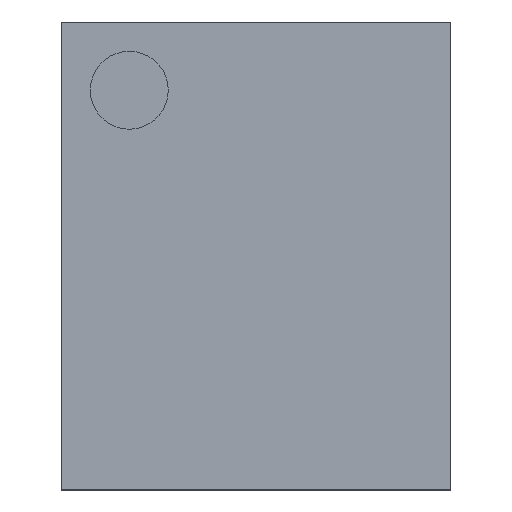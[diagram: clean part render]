
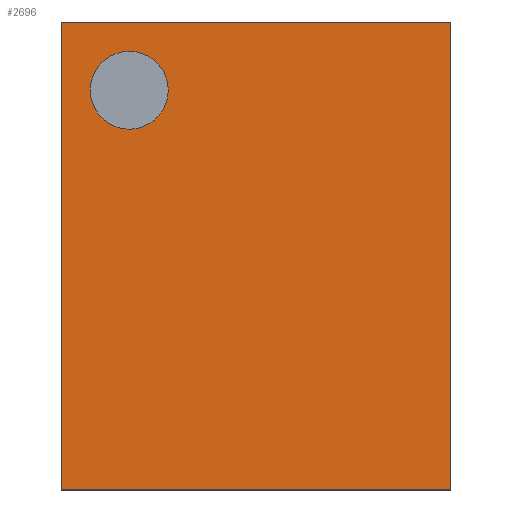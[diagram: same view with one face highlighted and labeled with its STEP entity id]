
A CAD part, top view. The second image highlights one B-rep face of the part: STEP entity #2696.
In plain terms, the highlighted planar face has unit normal (0, 0, 1).
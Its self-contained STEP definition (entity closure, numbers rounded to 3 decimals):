
#37 = AXIS2_PLACEMENT_3D ( 'NONE', #1871, #2551, #177 ) ;
#67 = VERTEX_POINT ( 'NONE', #542 ) ;
#119 = FACE_OUTER_BOUND ( 'NONE', #2177, .T. ) ;
#177 = DIRECTION ( 'NONE',  ( 1., 0., 0. ) ) ;
#188 = VERTEX_POINT ( 'NONE', #870 ) ;
#290 = CARTESIAN_POINT ( 'NONE',  ( 0., 1.2, 0.4 ) ) ;
#393 = CARTESIAN_POINT ( 'NONE',  ( -1., 0., 0.4 ) ) ;
#423 = CARTESIAN_POINT ( 'NONE',  ( 0., 0., 0.4 ) ) ;
#517 = CARTESIAN_POINT ( 'NONE',  ( 1., -1.2, 0.4 ) ) ;
#532 = VERTEX_POINT ( 'NONE', #815 ) ;
#542 = CARTESIAN_POINT ( 'NONE',  ( -0.45, 0.85, 0.4 ) ) ;
#590 = CARTESIAN_POINT ( 'NONE',  ( 1., 0., 0.4 ) ) ;
#641 = ORIENTED_EDGE ( 'NONE', *, *, #1015, .T. ) ;
#663 = ORIENTED_EDGE ( 'NONE', *, *, #766, .T. ) ;
#766 = EDGE_CURVE ( 'NONE', #2841, #1338, #2755, .T. ) ;
#776 = PLANE ( 'NONE',  #2408 ) ;
#794 = AXIS2_PLACEMENT_3D ( 'NONE', #1806, #2304, #2062 ) ;
#815 = CARTESIAN_POINT ( 'NONE',  ( -1., 1.2, 0.4 ) ) ;
#870 = CARTESIAN_POINT ( 'NONE',  ( -0.85, 0.85, 0.4 ) ) ;
#887 = ORIENTED_EDGE ( 'NONE', *, *, #1681, .T. ) ;
#925 = LINE ( 'NONE', #1425, #2303 ) ;
#994 = CIRCLE ( 'NONE', #37, 0.2 ) ;
#1015 = EDGE_CURVE ( 'NONE', #1476, #2841, #925, .T. ) ;
#1338 = VERTEX_POINT ( 'NONE', #2795 ) ;
#1425 = CARTESIAN_POINT ( 'NONE',  ( 0., -1.2, 0.4 ) ) ;
#1473 = DIRECTION ( 'NONE',  ( 0., -1., 0. ) ) ;
#1475 = DIRECTION ( 'NONE',  ( -1., 0., 0. ) ) ;
#1476 = VERTEX_POINT ( 'NONE', #2029 ) ;
#1518 = EDGE_CURVE ( 'NONE', #67, #188, #1911, .T. ) ;
#1602 = ORIENTED_EDGE ( 'NONE', *, *, #1518, .T. ) ;
#1666 = DIRECTION ( 'NONE',  ( 1., 0., 0. ) ) ;
#1681 = EDGE_CURVE ( 'NONE', #1338, #532, #1688, .T. ) ;
#1688 = LINE ( 'NONE', #290, #2064 ) ;
#1777 = VECTOR ( 'NONE', #2520, 1000. ) ;
#1806 = CARTESIAN_POINT ( 'NONE',  ( -0.65, 0.85, 0.4 ) ) ;
#1841 = DIRECTION ( 'NONE',  ( 1., 0., 0. ) ) ;
#1871 = CARTESIAN_POINT ( 'NONE',  ( -0.65, 0.85, 0.4 ) ) ;
#1892 = EDGE_CURVE ( 'NONE', #188, #67, #994, .T. ) ;
#1911 = CIRCLE ( 'NONE', #794, 0.2 ) ;
#1918 = VECTOR ( 'NONE', #1473, 1000. ) ;
#1984 = ORIENTED_EDGE ( 'NONE', *, *, #1892, .T. ) ;
#2008 = EDGE_LOOP ( 'NONE', ( #1602, #1984 ) ) ;
#2029 = CARTESIAN_POINT ( 'NONE',  ( -1., -1.2, 0.4 ) ) ;
#2062 = DIRECTION ( 'NONE',  ( 1., 0., 0. ) ) ;
#2064 = VECTOR ( 'NONE', #1475, 1000. ) ;
#2123 = DIRECTION ( 'NONE',  ( 0., 0., 1. ) ) ;
#2177 = EDGE_LOOP ( 'NONE', ( #2946, #641, #663, #887 ) ) ;
#2273 = FACE_BOUND ( 'NONE', #2008, .T. ) ;
#2303 = VECTOR ( 'NONE', #1666, 1000. ) ;
#2304 = DIRECTION ( 'NONE',  ( 0., 0., -1. ) ) ;
#2408 = AXIS2_PLACEMENT_3D ( 'NONE', #423, #2123, #1841 ) ;
#2520 = DIRECTION ( 'NONE',  ( 0., 1., 0. ) ) ;
#2541 = LINE ( 'NONE', #393, #1918 ) ;
#2551 = DIRECTION ( 'NONE',  ( 0., 0., -1. ) ) ;
#2696 = ADVANCED_FACE ( 'NONE', ( #2273, #119 ), #776, .T. ) ;
#2755 = LINE ( 'NONE', #590, #1777 ) ;
#2782 = EDGE_CURVE ( 'NONE', #532, #1476, #2541, .T. ) ;
#2795 = CARTESIAN_POINT ( 'NONE',  ( 1., 1.2, 0.4 ) ) ;
#2841 = VERTEX_POINT ( 'NONE', #517 ) ;
#2946 = ORIENTED_EDGE ( 'NONE', *, *, #2782, .T. ) ;
